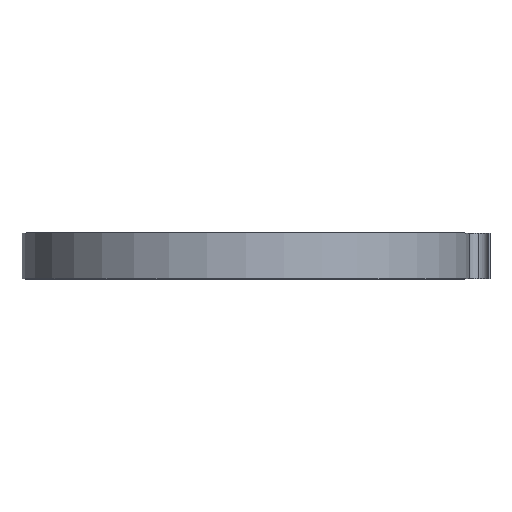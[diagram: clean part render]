
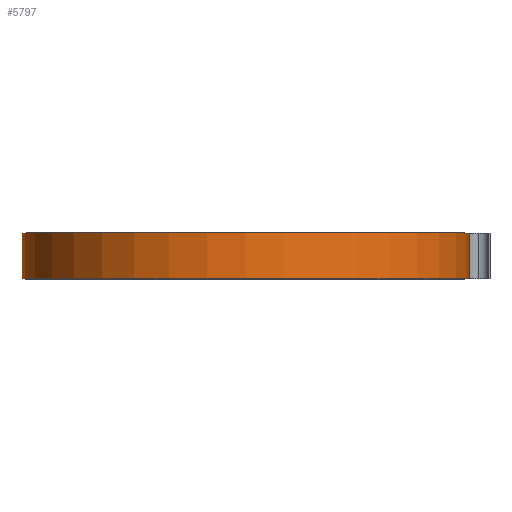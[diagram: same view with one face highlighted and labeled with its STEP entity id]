
A CAD part, top view. The second image highlights one B-rep face of the part: STEP entity #5797.
In plain terms, the highlighted cylindrical face has radius 58.499 mm (diameter 116.998 mm), a partial arc.
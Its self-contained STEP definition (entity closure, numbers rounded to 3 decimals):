
#64 = CYLINDRICAL_SURFACE ( 'NONE', #4322, 58.499 ) ;
#78 = EDGE_CURVE ( 'NONE', #906, #1182, #3168, .T. ) ;
#243 = ORIENTED_EDGE ( 'NONE', *, *, #5292, .F. ) ;
#329 = EDGE_CURVE ( 'NONE', #1182, #2573, #6205, .T. ) ;
#477 = DIRECTION ( 'NONE',  ( 0., 1., 0. ) ) ;
#906 = VERTEX_POINT ( 'NONE', #3746 ) ;
#1055 = CIRCLE ( 'NONE', #4853, 58.499 ) ;
#1120 = DIRECTION ( 'NONE',  ( 0., -1., 0. ) ) ;
#1182 = VERTEX_POINT ( 'NONE', #4073 ) ;
#1443 = VERTEX_POINT ( 'NONE', #3374 ) ;
#1470 = LINE ( 'NONE', #5697, #4096 ) ;
#1580 = EDGE_LOOP ( 'NONE', ( #4810, #3660, #243, #3300 ) ) ;
#1986 = CARTESIAN_POINT ( 'NONE',  ( 0., 12., 0. ) ) ;
#2407 = CARTESIAN_POINT ( 'NONE',  ( 58.499, 0., 0. ) ) ;
#2537 = DIRECTION ( 'NONE',  ( 1., 0., 0. ) ) ;
#2573 = VERTEX_POINT ( 'NONE', #2407 ) ;
#2608 = DIRECTION ( 'NONE',  ( 0., 1., 0. ) ) ;
#3168 = LINE ( 'NONE', #5338, #5331 ) ;
#3215 = DIRECTION ( 'NONE',  ( 0., 0., -1. ) ) ;
#3300 = ORIENTED_EDGE ( 'NONE', *, *, #78, .T. ) ;
#3374 = CARTESIAN_POINT ( 'NONE',  ( 58.499, 12., 0. ) ) ;
#3616 = FACE_OUTER_BOUND ( 'NONE', #1580, .T. ) ;
#3660 = ORIENTED_EDGE ( 'NONE', *, *, #5216, .F. ) ;
#3746 = CARTESIAN_POINT ( 'NONE',  ( -58.499, 12., 0. ) ) ;
#4073 = CARTESIAN_POINT ( 'NONE',  ( -58.499, 0., 0. ) ) ;
#4096 = VECTOR ( 'NONE', #5152, 1000. ) ;
#4195 = DIRECTION ( 'NONE',  ( 1., 0., 0. ) ) ;
#4322 = AXIS2_PLACEMENT_3D ( 'NONE', #4591, #5690, #3215 ) ;
#4591 = CARTESIAN_POINT ( 'NONE',  ( 0., 12., 0. ) ) ;
#4810 = ORIENTED_EDGE ( 'NONE', *, *, #329, .T. ) ;
#4853 = AXIS2_PLACEMENT_3D ( 'NONE', #1986, #2608, #4195 ) ;
#5123 = CARTESIAN_POINT ( 'NONE',  ( 0., 0., 0. ) ) ;
#5152 = DIRECTION ( 'NONE',  ( 0., -1., 0. ) ) ;
#5216 = EDGE_CURVE ( 'NONE', #1443, #2573, #1470, .T. ) ;
#5292 = EDGE_CURVE ( 'NONE', #906, #1443, #1055, .T. ) ;
#5331 = VECTOR ( 'NONE', #1120, 1000. ) ;
#5338 = CARTESIAN_POINT ( 'NONE',  ( -58.499, 12., 0. ) ) ;
#5690 = DIRECTION ( 'NONE',  ( 0., -1., 0. ) ) ;
#5697 = CARTESIAN_POINT ( 'NONE',  ( 58.499, 12., 0. ) ) ;
#5797 = ADVANCED_FACE ( 'NONE', ( #3616 ), #64, .T. ) ;
#6205 = CIRCLE ( 'NONE', #6422, 58.499 ) ;
#6422 = AXIS2_PLACEMENT_3D ( 'NONE', #5123, #477, #2537 ) ;
